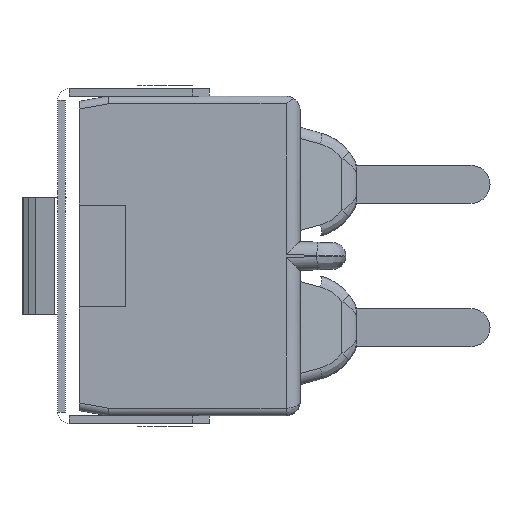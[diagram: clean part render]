
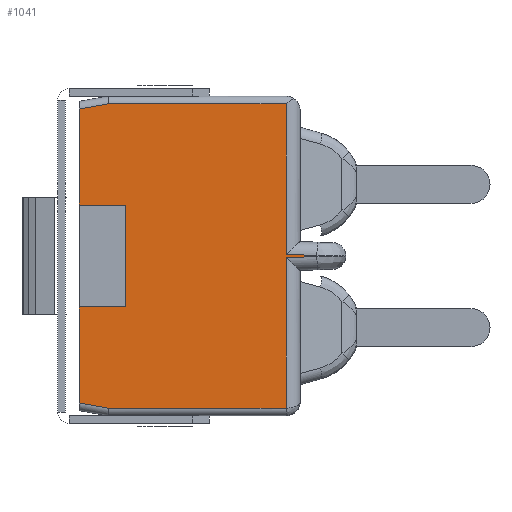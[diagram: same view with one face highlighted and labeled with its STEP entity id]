
A CAD part, left-side view. The second image highlights one B-rep face of the part: STEP entity #1041.
In plain terms, the highlighted planar face has unit normal (-1, 0, 0).
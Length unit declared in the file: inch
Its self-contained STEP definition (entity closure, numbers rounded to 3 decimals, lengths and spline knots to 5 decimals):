
#82=DIRECTION('',(0.,1.,0.));
#83=VECTOR('',#82,0.23313);
#84=CARTESIAN_POINT('',(-0.25,-0.272,
-0.2));
#85=LINE('',#84,#83);
#86=DIRECTION('',(0.,-0.985,-0.174));
#87=VECTOR('',#86,0.03947);
#88=CARTESIAN_POINT('',(-0.25,0.,-0.19315));
#89=LINE('',#88,#87);
#90=DIRECTION('',(0.,0.,1.));
#91=VECTOR('',#90,0.12615);
#92=CARTESIAN_POINT('',(-0.25,0.,-0.19315));
#93=LINE('',#92,#91);
#94=DIRECTION('',(0.,-1.,0.));
#95=VECTOR('',#94,0.061);
#96=CARTESIAN_POINT('',(-0.25,0.,-0.067));
#97=LINE('',#96,#95);
#98=DIRECTION('',(0.,0.,1.));
#99=VECTOR('',#98,0.134);
#100=CARTESIAN_POINT('',(-0.25,-0.061,-0.067));
#101=LINE('',#100,#99);
#102=DIRECTION('',(0.,1.,0.));
#103=VECTOR('',#102,0.061);
#104=CARTESIAN_POINT('',(-0.25,-0.061,0.067));
#105=LINE('',#104,#103);
#106=DIRECTION('',(0.,0.,1.));
#107=VECTOR('',#106,0.12615);
#108=CARTESIAN_POINT('',(-0.25,0.,0.067));
#109=LINE('',#108,#107);
#110=DIRECTION('',(0.,0.985,-0.174));
#111=VECTOR('',#110,0.03947);
#112=CARTESIAN_POINT('',(-0.25,-0.03887,0.2));
#113=LINE('',#112,#111);
#114=DIRECTION('',(0.,-1.,0.));
#115=VECTOR('',#114,0.23313);
#116=CARTESIAN_POINT('',(-0.25,-0.03887,0.2));
#117=LINE('',#116,#115);
#118=DIRECTION('',(0.,0.,-1.));
#119=VECTOR('',#118,0.19786);
#120=CARTESIAN_POINT('',(-0.25,-0.272,0.2));
#121=LINE('',#120,#119);
#122=DIRECTION('',(0.,0.,-1.));
#123=VECTOR('',#122,0.19786);
#124=CARTESIAN_POINT('',(-0.25,-0.272,-0.00214));
#125=LINE('',#124,#123);
#226=CARTESIAN_POINT('',(-0.25,-0.3125,
-0.00072));
#228=DIRECTION('',(0.,0.,1.));
#229=VECTOR('',#228,0.00144);
#230=CARTESIAN_POINT('',(-0.25,-0.3125,
-0.00072));
#231=LINE('',#230,#229);
#453=CARTESIAN_POINT('',(-0.25,0.,-0.19315));
#473=CARTESIAN_POINT('',(-0.25,0.,0.19315));
#684=DIRECTION('',(0.,0.999,0.035));
#685=VECTOR('',#684,0.04052);
#686=CARTESIAN_POINT('',(-0.25,-0.3125,
0.00072));
#687=LINE('',#686,#685);
#717=DIRECTION('',(0.,-0.999,0.035));
#718=VECTOR('',#717,0.04052);
#719=CARTESIAN_POINT('',(-0.25,-0.272,-0.00214));
#720=LINE('',#719,#718);
#830=CARTESIAN_POINT('',(-0.25,0.,0.067));
#831=CARTESIAN_POINT('',(-0.25,-0.061,0.067));
#832=VERTEX_POINT('',#830);
#833=VERTEX_POINT('',#831);
#834=CARTESIAN_POINT('',(-0.25,0.,-0.067));
#835=CARTESIAN_POINT('',(-0.25,-0.061,-0.067));
#836=VERTEX_POINT('',#834);
#837=VERTEX_POINT('',#835);
#902=CARTESIAN_POINT('',(-0.25,-0.272,
-0.2));
#903=CARTESIAN_POINT('',(-0.25,-0.03887,-0.2));
#904=VERTEX_POINT('',#902);
#905=VERTEX_POINT('',#903);
#907=VERTEX_POINT('',#453);
#908=CARTESIAN_POINT('',(-0.25,-0.03887,0.2));
#909=CARTESIAN_POINT('',(-0.25,-0.272,0.2));
#910=VERTEX_POINT('',#908);
#911=VERTEX_POINT('',#909);
#916=VERTEX_POINT('',#473);
#923=CARTESIAN_POINT('',(-0.25,-0.272,-0.00214));
#924=VERTEX_POINT('',#923);
#931=CARTESIAN_POINT('',(-0.25,-0.272,0.00214));
#932=VERTEX_POINT('',#931);
#943=CARTESIAN_POINT('',(-0.25,-0.3125,
0.00072));
#945=VERTEX_POINT('',#943);
#955=VERTEX_POINT('',#226);
#1006=CARTESIAN_POINT('',(-0.25,0.,-0.21));
#1007=DIRECTION('',(-1.,0.,0.));
#1008=DIRECTION('',(0.,-1.,0.));
#1009=AXIS2_PLACEMENT_3D('',#1006,#1007,#1008);
#1010=PLANE('',#1009);
#1012=ORIENTED_EDGE('',*,*,#1011,.T.);
#1014=ORIENTED_EDGE('',*,*,#1013,.F.);
#1016=ORIENTED_EDGE('',*,*,#1015,.T.);
#1018=ORIENTED_EDGE('',*,*,#1017,.T.);
#1020=ORIENTED_EDGE('',*,*,#1019,.T.);
#1022=ORIENTED_EDGE('',*,*,#1021,.T.);
#1024=ORIENTED_EDGE('',*,*,#1023,.T.);
#1026=ORIENTED_EDGE('',*,*,#1025,.F.);
#1028=ORIENTED_EDGE('',*,*,#1027,.T.);
#1030=ORIENTED_EDGE('',*,*,#1029,.T.);
#1032=ORIENTED_EDGE('',*,*,#1031,.F.);
#1034=ORIENTED_EDGE('',*,*,#1033,.F.);
#1036=ORIENTED_EDGE('',*,*,#1035,.F.);
#1038=ORIENTED_EDGE('',*,*,#1037,.T.);
#1039=EDGE_LOOP('',(#1012,#1014,#1016,#1018,#1020,#1022,#1024,#1026,#1028,#1030,
#1032,#1034,#1036,#1038));
#1040=FACE_OUTER_BOUND('',#1039,.F.);
#1041=ADVANCED_FACE('',(#1040),#1010,.T.);
#1011=EDGE_CURVE('',#904,#905,#85,.T.);
#1013=EDGE_CURVE('',#907,#905,#89,.T.);
#1015=EDGE_CURVE('',#907,#836,#93,.T.);
#1017=EDGE_CURVE('',#836,#837,#97,.T.);
#1019=EDGE_CURVE('',#837,#833,#101,.T.);
#1021=EDGE_CURVE('',#833,#832,#105,.T.);
#1023=EDGE_CURVE('',#832,#916,#109,.T.);
#1025=EDGE_CURVE('',#910,#916,#113,.T.);
#1027=EDGE_CURVE('',#910,#911,#117,.T.);
#1029=EDGE_CURVE('',#911,#932,#121,.T.);
#1031=EDGE_CURVE('',#945,#932,#687,.T.);
#1033=EDGE_CURVE('',#955,#945,#231,.T.);
#1035=EDGE_CURVE('',#924,#955,#720,.T.);
#1037=EDGE_CURVE('',#924,#904,#125,.T.);
